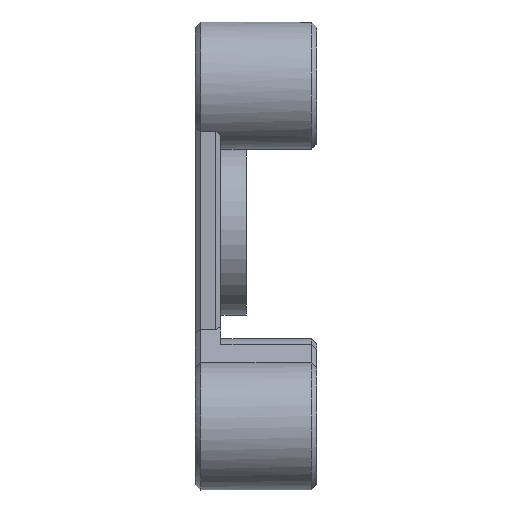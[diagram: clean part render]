
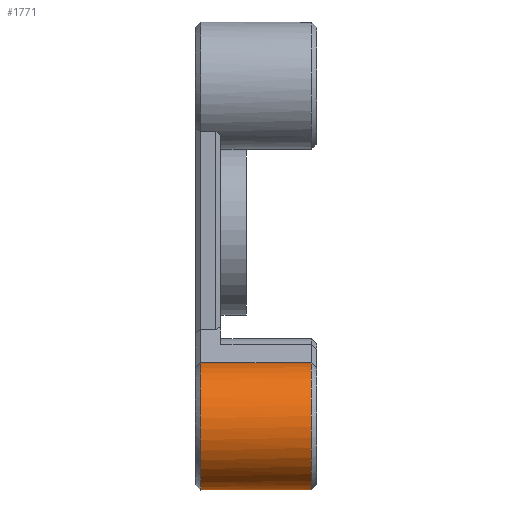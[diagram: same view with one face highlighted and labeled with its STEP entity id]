
A CAD part, front view. The second image highlights one B-rep face of the part: STEP entity #1771.
In plain terms, the highlighted cylindrical face has radius 5 mm (diameter 10 mm), a partial arc.
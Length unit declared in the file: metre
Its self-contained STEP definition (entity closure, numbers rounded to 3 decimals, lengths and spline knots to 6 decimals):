
#14=ELLIPSE('',#1945,0.007071,0.005);
#18=CYLINDRICAL_SURFACE('',#1943,0.005);
#91=LINE('',#2834,#237);
#92=LINE('',#2836,#238);
#93=LINE('',#2840,#239);
#237=VECTOR('',#2247,1.);
#238=VECTOR('',#2248,1.);
#239=VECTOR('',#2251,1.);
#501=ORIENTED_EDGE('',*,*,#966,.F.);
#502=ORIENTED_EDGE('',*,*,#899,.F.);
#503=ORIENTED_EDGE('',*,*,#967,.F.);
#504=ORIENTED_EDGE('',*,*,#968,.T.);
#505=ORIENTED_EDGE('',*,*,#969,.F.);
#506=ORIENTED_EDGE('',*,*,#970,.T.);
#899=EDGE_CURVE('',#1145,#1147,#1305,.T.);
#966=EDGE_CURVE('',#1147,#1200,#91,.T.);
#967=EDGE_CURVE('',#1201,#1145,#92,.T.);
#968=EDGE_CURVE('',#1201,#1202,#1340,.T.);
#969=EDGE_CURVE('',#1203,#1202,#93,.T.);
#970=EDGE_CURVE('',#1203,#1200,#14,.T.);
#1145=VERTEX_POINT('',#2627);
#1147=VERTEX_POINT('',#2633);
#1200=VERTEX_POINT('',#2835);
#1201=VERTEX_POINT('',#2837);
#1202=VERTEX_POINT('',#2839);
#1203=VERTEX_POINT('',#2841);
#1305=CIRCLE('',#1883,0.005);
#1340=CIRCLE('',#1944,0.005);
#1421=EDGE_LOOP('',(#501,#502,#503,#504,#505,#506));
#1571=FACE_BOUND('',#1421,.T.);
#1771=ADVANCED_FACE('',(#1571),#18,.T.);
#1883=AXIS2_PLACEMENT_3D('',#2638,#2101,#2102);
#1943=AXIS2_PLACEMENT_3D('',#2833,#2245,#2246);
#1944=AXIS2_PLACEMENT_3D('',#2838,#2249,#2250);
#1945=AXIS2_PLACEMENT_3D('',#2842,#2252,#2253);
#2101=DIRECTION('',(1.,0.,0.));
#2102=DIRECTION('',(0.,0.,-1.));
#2245=DIRECTION('',(-1.,0.,0.));
#2246=DIRECTION('',(0.,0.,1.));
#2247=DIRECTION('',(-1.,0.,0.));
#2248=DIRECTION('',(1.,0.,0.));
#2249=DIRECTION('',(1.,0.,0.));
#2250=DIRECTION('',(0.,0.,-1.));
#2251=DIRECTION('',(-1.,0.,0.));
#2252=DIRECTION('',(0.707,0.,-0.707));
#2253=DIRECTION('',(-0.707,0.,-0.707));
#2627=CARTESIAN_POINT('',(0.0091,-0.044021,-0.048166));
#2633=CARTESIAN_POINT('',(0.0091,-0.040572,-0.054258));
#2638=CARTESIAN_POINT('',(0.0091,-0.045404,-0.052971));
#2833=CARTESIAN_POINT('',(0.007,-0.045404,-0.052971));
#2834=CARTESIAN_POINT('',(0.007,-0.040572,-0.054258));
#2835=CARTESIAN_POINT('',(0.001962,-0.040572,-0.054258));
#2836=CARTESIAN_POINT('',(0.007,-0.044021,-0.048166));
#2837=CARTESIAN_POINT('',(0.0004,-0.044021,-0.048166));
#2838=CARTESIAN_POINT('',(0.0004,-0.045404,-0.052971));
#2839=CARTESIAN_POINT('',(0.0004,-0.040684,-0.05462));
#2840=CARTESIAN_POINT('',(0.007,-0.040684,-0.05462));
#2841=CARTESIAN_POINT('',(0.0016,-0.040684,-0.05462));
#2842=CARTESIAN_POINT('',(0.003249,-0.045404,-0.052971));
